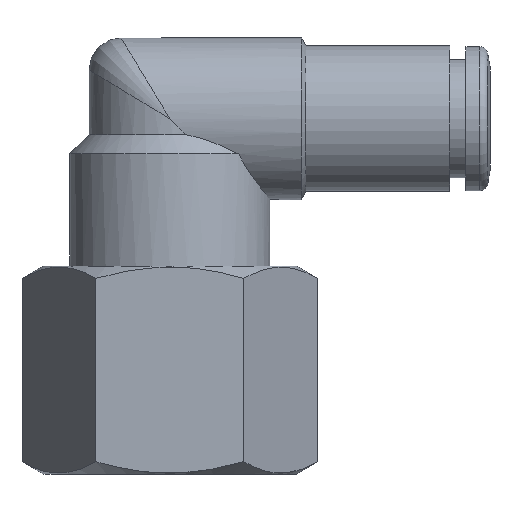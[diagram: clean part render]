
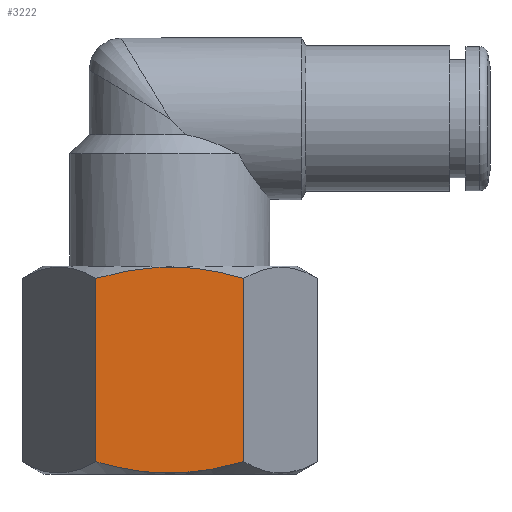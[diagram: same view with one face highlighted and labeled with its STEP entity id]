
A CAD part, front view. The second image highlights one B-rep face of the part: STEP entity #3222.
In plain terms, the highlighted face is planar.
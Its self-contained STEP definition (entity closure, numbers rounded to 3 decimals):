
#20=VECTOR('',#1497,1.);
#22=VECTOR('',#1501,1.);
#26=LINE('',#1719,#20);
#28=LINE('',#1722,#22);
#37=HYPERBOLA('',#3091,4.619,8.);
#39=HYPERBOLA('',#3113,4.619,8.);
#815=PLANE('',#3119);
#902=ORIENTED_EDGE('',*,*,#1131,.F.);
#903=ORIENTED_EDGE('',*,*,#1114,.T.);
#904=ORIENTED_EDGE('',*,*,#1133,.T.);
#905=ORIENTED_EDGE('',*,*,#1126,.T.);
#1046=VERTEX_POINT('',#1665);
#1050=VERTEX_POINT('',#1673);
#1061=VERTEX_POINT('',#1706);
#1063=VERTEX_POINT('',#1709);
#1114=EDGE_CURVE('',#1046,#1050,#37,.T.);
#1126=EDGE_CURVE('',#1063,#1061,#39,.T.);
#1131=EDGE_CURVE('',#1046,#1061,#26,.T.);
#1133=EDGE_CURVE('',#1050,#1063,#28,.T.);
#1215=EDGE_LOOP('',(#902,#903,#904,#905));
#1318=FACE_BOUND('',#1215,.T.);
#1441=DIRECTION('',(0.,0.,-1.));
#1442=DIRECTION('',(0.,1.,0.));
#1485=DIRECTION('',(0.,0.,-1.));
#1486=DIRECTION('',(0.,-1.,0.));
#1497=DIRECTION('',(0.,11.455,0.));
#1499=DIRECTION('',(0.,0.,1.));
#1500=DIRECTION('',(0.,-1.,0.));
#1501=DIRECTION('',(0.,11.455,0.));
#1665=CARTESIAN_POINT('',(0.095,1.704,8.));
#1673=CARTESIAN_POINT('',(9.333,1.704,8.));
#1675=CARTESIAN_POINT('',(4.714,-3.63,8.));
#1706=CARTESIAN_POINT('',(0.095,13.159,8.));
#1709=CARTESIAN_POINT('',(9.333,13.159,8.));
#1710=CARTESIAN_POINT('',(4.714,18.492,8.));
#1719=CARTESIAN_POINT('',(0.095,1.704,8.));
#1721=CARTESIAN_POINT('',(0.095,0.926,8.));
#1722=CARTESIAN_POINT('',(9.333,1.704,8.));
#3091=AXIS2_PLACEMENT_3D('',#1675,#1441,#1442);
#3113=AXIS2_PLACEMENT_3D('',#1710,#1485,#1486);
#3119=AXIS2_PLACEMENT_3D('',#1721,#1499,#1500);
#3222=ADVANCED_FACE('',(#1318),#815,.T.);
